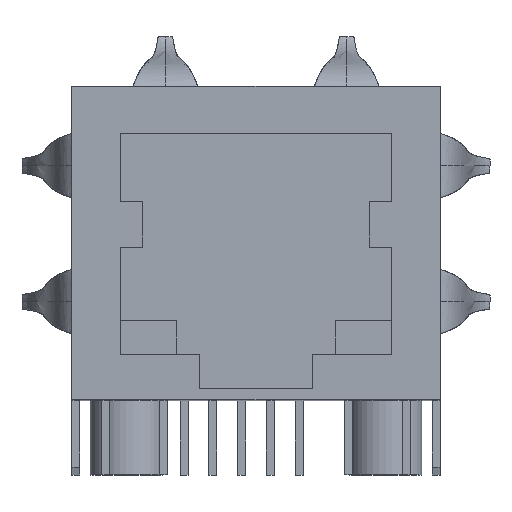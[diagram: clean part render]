
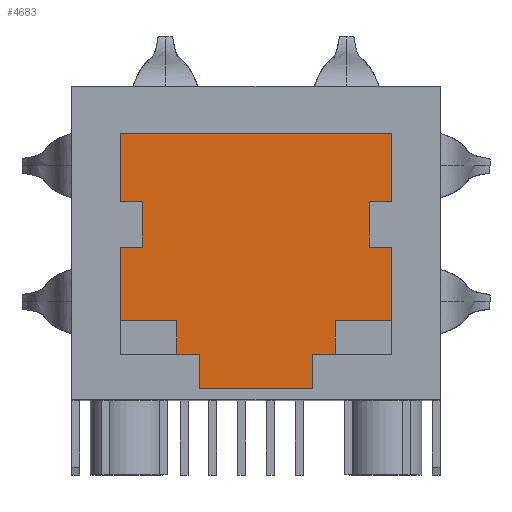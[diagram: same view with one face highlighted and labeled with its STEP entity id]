
A CAD part, top view. The second image highlights one B-rep face of the part: STEP entity #4683.
In plain terms, the highlighted planar face has unit normal (0, 0, 1).
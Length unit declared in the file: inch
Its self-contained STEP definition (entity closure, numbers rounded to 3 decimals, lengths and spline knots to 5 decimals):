
#193=PLANE('',#4956);
#527=FACE_OUTER_BOUND('',#802,.T.);
#802=EDGE_LOOP('',(#3454,#3455,#3456,#3457,#3458,#3459,#3460,#3461,#3462,
#3463,#3464,#3465,#3466,#3467,#3468,#3469,#3470,#3471,#3472,#3473));
#1145=LINE('',#7899,#1732);
#1146=LINE('',#7901,#1733);
#1147=LINE('',#7903,#1734);
#1148=LINE('',#7905,#1735);
#1149=LINE('',#7907,#1736);
#1150=LINE('',#7909,#1737);
#1151=LINE('',#7911,#1738);
#1152=LINE('',#7913,#1739);
#1153=LINE('',#7915,#1740);
#1154=LINE('',#7917,#1741);
#1155=LINE('',#7919,#1742);
#1156=LINE('',#7921,#1743);
#1157=LINE('',#7923,#1744);
#1158=LINE('',#7925,#1745);
#1159=LINE('',#7927,#1746);
#1160=LINE('',#7929,#1747);
#1161=LINE('',#7931,#1748);
#1162=LINE('',#7933,#1749);
#1163=LINE('',#7935,#1750);
#1164=LINE('',#7936,#1751);
#1732=VECTOR('',#5274,39.37008);
#1733=VECTOR('',#5275,39.37008);
#1734=VECTOR('',#5276,39.37008);
#1735=VECTOR('',#5277,39.37008);
#1736=VECTOR('',#5278,39.37008);
#1737=VECTOR('',#5279,39.37008);
#1738=VECTOR('',#5280,39.37008);
#1739=VECTOR('',#5281,39.37008);
#1740=VECTOR('',#5282,39.37008);
#1741=VECTOR('',#5283,39.37008);
#1742=VECTOR('',#5284,39.37008);
#1743=VECTOR('',#5285,39.37008);
#1744=VECTOR('',#5286,39.37008);
#1745=VECTOR('',#5287,39.37008);
#1746=VECTOR('',#5288,39.37008);
#1747=VECTOR('',#5289,39.37008);
#1748=VECTOR('',#5290,39.37008);
#1749=VECTOR('',#5291,39.37008);
#1750=VECTOR('',#5292,39.37008);
#1751=VECTOR('',#5293,39.37008);
#2349=VERTEX_POINT('',#7897);
#2350=VERTEX_POINT('',#7898);
#2351=VERTEX_POINT('',#7900);
#2352=VERTEX_POINT('',#7902);
#2353=VERTEX_POINT('',#7904);
#2354=VERTEX_POINT('',#7906);
#2355=VERTEX_POINT('',#7908);
#2356=VERTEX_POINT('',#7910);
#2357=VERTEX_POINT('',#7912);
#2358=VERTEX_POINT('',#7914);
#2359=VERTEX_POINT('',#7916);
#2360=VERTEX_POINT('',#7918);
#2361=VERTEX_POINT('',#7920);
#2362=VERTEX_POINT('',#7922);
#2363=VERTEX_POINT('',#7924);
#2364=VERTEX_POINT('',#7926);
#2365=VERTEX_POINT('',#7928);
#2366=VERTEX_POINT('',#7930);
#2367=VERTEX_POINT('',#7932);
#2368=VERTEX_POINT('',#7934);
#2791=EDGE_CURVE('',#2349,#2350,#1145,.T.);
#2792=EDGE_CURVE('',#2349,#2351,#1146,.T.);
#2793=EDGE_CURVE('',#2351,#2352,#1147,.T.);
#2794=EDGE_CURVE('',#2352,#2353,#1148,.T.);
#2795=EDGE_CURVE('',#2353,#2354,#1149,.T.);
#2796=EDGE_CURVE('',#2354,#2355,#1150,.T.);
#2797=EDGE_CURVE('',#2355,#2356,#1151,.T.);
#2798=EDGE_CURVE('',#2356,#2357,#1152,.T.);
#2799=EDGE_CURVE('',#2357,#2358,#1153,.T.);
#2800=EDGE_CURVE('',#2358,#2359,#1154,.T.);
#2801=EDGE_CURVE('',#2359,#2360,#1155,.T.);
#2802=EDGE_CURVE('',#2360,#2361,#1156,.T.);
#2803=EDGE_CURVE('',#2362,#2361,#1157,.T.);
#2804=EDGE_CURVE('',#2363,#2362,#1158,.T.);
#2805=EDGE_CURVE('',#2363,#2364,#1159,.T.);
#2806=EDGE_CURVE('',#2364,#2365,#1160,.T.);
#2807=EDGE_CURVE('',#2365,#2366,#1161,.T.);
#2808=EDGE_CURVE('',#2366,#2367,#1162,.T.);
#2809=EDGE_CURVE('',#2367,#2368,#1163,.T.);
#2810=EDGE_CURVE('',#2350,#2368,#1164,.T.);
#3454=ORIENTED_EDGE('',*,*,#2791,.F.);
#3455=ORIENTED_EDGE('',*,*,#2792,.T.);
#3456=ORIENTED_EDGE('',*,*,#2793,.T.);
#3457=ORIENTED_EDGE('',*,*,#2794,.T.);
#3458=ORIENTED_EDGE('',*,*,#2795,.T.);
#3459=ORIENTED_EDGE('',*,*,#2796,.T.);
#3460=ORIENTED_EDGE('',*,*,#2797,.T.);
#3461=ORIENTED_EDGE('',*,*,#2798,.T.);
#3462=ORIENTED_EDGE('',*,*,#2799,.T.);
#3463=ORIENTED_EDGE('',*,*,#2800,.T.);
#3464=ORIENTED_EDGE('',*,*,#2801,.T.);
#3465=ORIENTED_EDGE('',*,*,#2802,.T.);
#3466=ORIENTED_EDGE('',*,*,#2803,.F.);
#3467=ORIENTED_EDGE('',*,*,#2804,.F.);
#3468=ORIENTED_EDGE('',*,*,#2805,.T.);
#3469=ORIENTED_EDGE('',*,*,#2806,.T.);
#3470=ORIENTED_EDGE('',*,*,#2807,.T.);
#3471=ORIENTED_EDGE('',*,*,#2808,.T.);
#3472=ORIENTED_EDGE('',*,*,#2809,.T.);
#3473=ORIENTED_EDGE('',*,*,#2810,.F.);
#4683=ADVANCED_FACE('',(#527),#193,.F.);
#4956=AXIS2_PLACEMENT_3D('',#7896,#5272,#5273);
#5272=DIRECTION('center_axis',(0.,0.,-1.));
#5273=DIRECTION('ref_axis',(-1.,0.,0.));
#5274=DIRECTION('',(-1.,0.,0.));
#5275=DIRECTION('',(0.,1.,0.));
#5276=DIRECTION('',(-1.,0.,0.));
#5277=DIRECTION('',(0.,1.,0.));
#5278=DIRECTION('',(1.,0.,0.));
#5279=DIRECTION('',(0.,1.,0.));
#5280=DIRECTION('',(-1.,0.,0.));
#5281=DIRECTION('',(0.,-1.,0.));
#5282=DIRECTION('',(1.,0.,0.));
#5283=DIRECTION('',(0.,-1.,0.));
#5284=DIRECTION('',(-1.,0.,0.));
#5285=DIRECTION('',(0.,-1.,0.));
#5286=DIRECTION('',(-1.,0.,0.));
#5287=DIRECTION('',(0.,1.,0.));
#5288=DIRECTION('',(1.,0.,0.));
#5289=DIRECTION('',(0.,-1.,0.));
#5290=DIRECTION('',(1.,0.,0.));
#5291=DIRECTION('',(0.,1.,0.));
#5292=DIRECTION('',(1.,0.,0.));
#5293=DIRECTION('',(0.,-1.,0.));
#7896=CARTESIAN_POINT('Origin',(0.,0.,0.40531));
#7897=CARTESIAN_POINT('',(0.23622,-0.13465,0.40531));
#7898=CARTESIAN_POINT('',(0.1378,-0.13465,0.40531));
#7899=CARTESIAN_POINT('',(0.23622,-0.13465,0.40531));
#7900=CARTESIAN_POINT('',(0.23622,-0.00709,0.40531));
#7901=CARTESIAN_POINT('',(0.23622,-0.1937,0.40531));
#7902=CARTESIAN_POINT('',(0.19685,-0.00709,0.40531));
#7903=CARTESIAN_POINT('',(0.23622,-0.00709,0.40531));
#7904=CARTESIAN_POINT('',(0.19685,0.07165,0.40531));
#7905=CARTESIAN_POINT('',(0.19685,-0.00709,0.40531));
#7906=CARTESIAN_POINT('',(0.23622,0.07165,0.40531));
#7907=CARTESIAN_POINT('',(0.19685,0.07165,0.40531));
#7908=CARTESIAN_POINT('',(0.23622,0.18976,0.40531));
#7909=CARTESIAN_POINT('',(0.23622,0.07165,0.40531));
#7910=CARTESIAN_POINT('',(-0.23622,0.18976,0.40531));
#7911=CARTESIAN_POINT('',(-0.23622,0.18976,0.40531));
#7912=CARTESIAN_POINT('',(-0.23622,0.07165,0.40531));
#7913=CARTESIAN_POINT('',(-0.23622,0.07165,0.40531));
#7914=CARTESIAN_POINT('',(-0.19685,0.07165,0.40531));
#7915=CARTESIAN_POINT('',(-0.19685,0.07165,0.40531));
#7916=CARTESIAN_POINT('',(-0.19685,-0.00709,0.40531));
#7917=CARTESIAN_POINT('',(-0.19685,-0.00709,0.40531));
#7918=CARTESIAN_POINT('',(-0.23622,-0.00709,0.40531));
#7919=CARTESIAN_POINT('',(-0.23622,-0.00709,0.40531));
#7920=CARTESIAN_POINT('',(-0.23622,-0.13465,0.40531));
#7921=CARTESIAN_POINT('',(-0.23622,-0.1937,0.40531));
#7922=CARTESIAN_POINT('',(-0.1378,-0.13465,0.40531));
#7923=CARTESIAN_POINT('',(-0.23622,-0.13465,0.40531));
#7924=CARTESIAN_POINT('',(-0.1378,-0.1937,0.40531));
#7925=CARTESIAN_POINT('',(-0.1378,-0.13465,0.40531));
#7926=CARTESIAN_POINT('',(-0.09843,-0.1937,0.40531));
#7927=CARTESIAN_POINT('',(-0.09843,-0.1937,0.40531));
#7928=CARTESIAN_POINT('',(-0.09843,-0.25276,0.40531));
#7929=CARTESIAN_POINT('',(-0.09843,-0.25276,0.40531));
#7930=CARTESIAN_POINT('',(0.09843,-0.25276,0.40531));
#7931=CARTESIAN_POINT('',(-0.09843,-0.25276,0.40531));
#7932=CARTESIAN_POINT('',(0.09843,-0.1937,0.40531));
#7933=CARTESIAN_POINT('',(0.09843,-0.25276,0.40531));
#7934=CARTESIAN_POINT('',(0.1378,-0.1937,0.40531));
#7935=CARTESIAN_POINT('',(0.09843,-0.1937,0.40531));
#7936=CARTESIAN_POINT('',(0.1378,-0.13465,0.40531));
